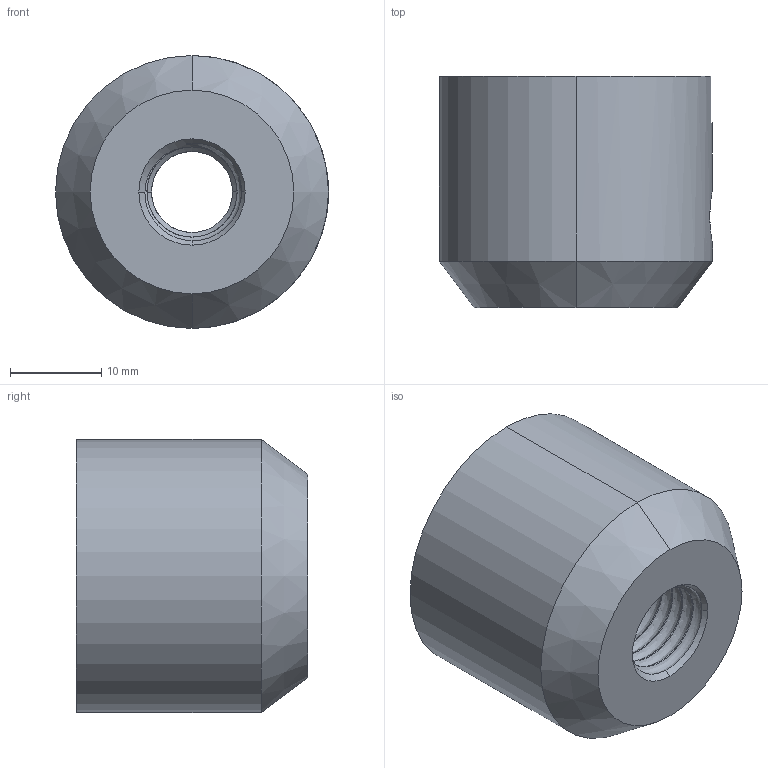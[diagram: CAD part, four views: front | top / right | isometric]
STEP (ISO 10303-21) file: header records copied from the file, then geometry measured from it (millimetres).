
FILE_DESCRIPTION (( 'STEP AP203' ), '1' );
FILE_NAME ('KNOB_BOTTOM_2-mod.STEP', '2025-06-26T17:54:11', ( '' ), ( '' ), 'SwSTEP 2.0', 'SolidWorks 2017', '' );
FILE_SCHEMA (( 'CONFIG_CONTROL_DESIGN' ));
Length unit declared in the file: millimetre
Products named in the file (1): KNOB_BOTTOM_2-mod
Bounding box: 30 x 25.4 x 30 mm (x, y, z)
Volume: 12574.7 mm3; surface area: 5148 mm2
Topology: 1 solids, 1 shells, 81 faces, 237 edges, 161 vertices
Faces by surface type: cylinder 41, plane 21, cone 11, bspline 6, sphere 2
Entity records: 5447 total; most frequent: CARTESIAN_POINT 3350, ORIENTED_EDGE 470, DIRECTION 354, EDGE_CURVE 235, VERTEX_POINT 161, AXIS2_PLACEMENT_3D 135, B_SPLINE_CURVE_WITH_KNOTS 92, EDGE_LOOP 90
